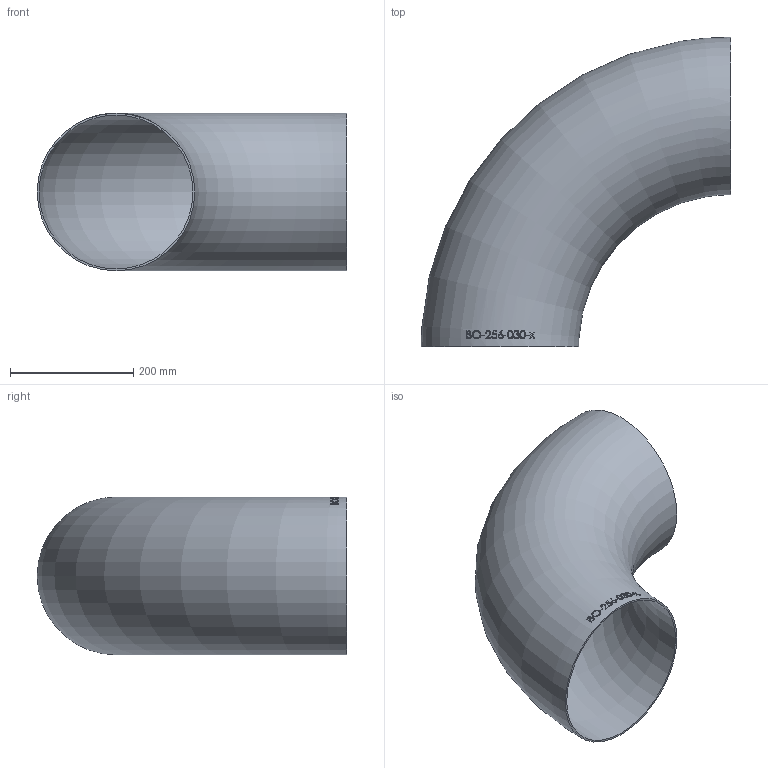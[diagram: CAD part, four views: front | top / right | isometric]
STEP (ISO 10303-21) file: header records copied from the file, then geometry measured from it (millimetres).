
FILE_DESCRIPTION (( 'STEP AP214' ), '1' );
FILE_NAME ('BO-256-030-x Bogen 1910.STEP', '2019-10-29T13:58:49', ( '' ), ( '' ), 'SwSTEP 2.0', 'SolidWorks 2016', '' );
FILE_SCHEMA (( 'AUTOMOTIVE_DESIGN' ));
Length unit declared in the file: millimetre
Products named in the file (1): BO-256-030-x Bogen 1910
Bounding box: 503 x 503 x 256 mm (x, y, z)
Volume: 1404531.3 mm3; surface area: 941208.3 mm2
Topology: 1 solids, 1 shells, 146 faces, 382 edges, 255 vertices
Faces by surface type: bspline 72, plane 53, torus 21
Entity records: 8477 total; most frequent: CARTESIAN_POINT 4108, ORIENTED_EDGE 746, EDGE_CURVE 373, DIRECTION 279, VERTEX_POINT 250, B_SPLINE_CURVE_WITH_KNOTS 246, EDGE_LOOP 167, FACE_OUTER_BOUND 147
